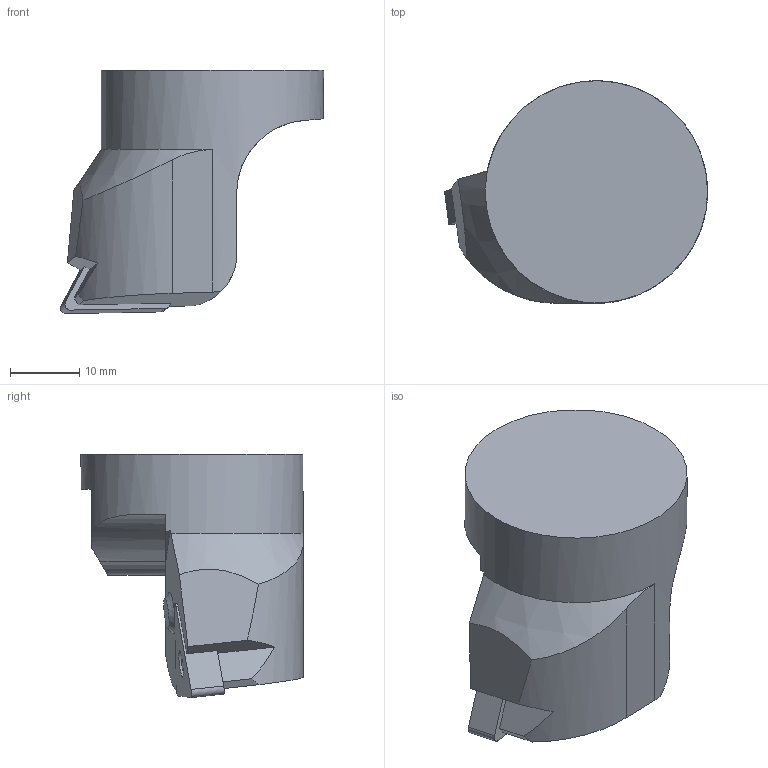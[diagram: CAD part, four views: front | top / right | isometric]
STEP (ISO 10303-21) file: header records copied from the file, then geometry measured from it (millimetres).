
FILE_DESCRIPTION(/* description */ (''),/* implementation_level */ '2;1');
FILE_NAME(/* name */ '1642337114837.stp',/* time_stamp */ '2022-01-16T18:15:49+06:00',/* author */ (''),/* organization */ ('SMS'),/* preprocessor_version */ 'ST-DEVELOPER v16.7',/* originating_system */ 'SIEMENS PLM Software NX 12.0',/* authorisation */ '');
FILE_SCHEMA (('AUTOMOTIVE_DESIGN { 1 0 10303 214 3 1 1 1 }'));
Length unit declared in the file: millimetre
Products named in the file (4): ASSEMBLY_CONSTRUCTION; 203897600mod000_00; IsoTurningInsert; 203897599mod000_00
Assembly tree (3 placements, depth 2):
  203897599mod000_00
    IsoTurningInsert
    203897600mod000_00
    ASSEMBLY_CONSTRUCTION
Bounding box: 37.87 x 32 x 35 mm (x, y, z)
Volume: 17233.9 mm3; surface area: 4946.4 mm2
Topology: 2 solids, 2 shells, 44 faces, 116 edges, 85 vertices
Faces by surface type: plane 27, cylinder 15, cone 2
Full cylindrical faces by diameter (mm): 3.81 x2, 6 x1, 32 x1
Entity records: 1570 total; most frequent: CARTESIAN_POINT 300, DIRECTION 252, ORIENTED_EDGE 214, EDGE_CURVE 107, AXIS2_PLACEMENT_3D 98, VERTEX_POINT 74, LINE 56, VECTOR 56
